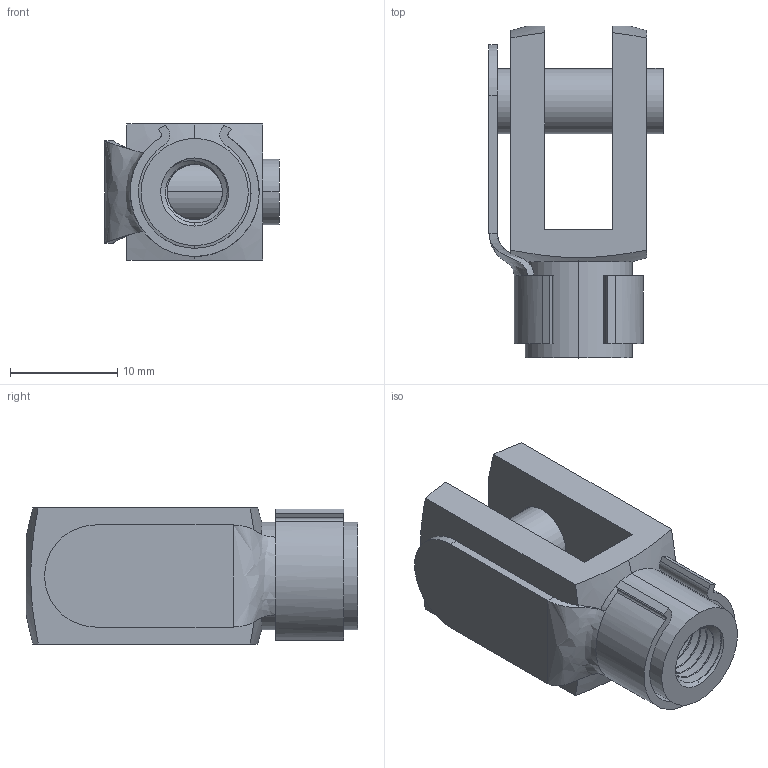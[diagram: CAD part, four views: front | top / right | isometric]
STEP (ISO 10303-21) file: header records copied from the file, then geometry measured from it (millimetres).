
FILE_DESCRIPTION (( 'STEP AP203' ), '1' );
FILE_NAME ('2447K13.STEP', '2014-10-03T14:12:18', ( 'Kyle' ), ( 'Microsoft' ), 'SwSTEP 2.0', 'SolidWorks 2014', '' );
FILE_SCHEMA (( 'CONFIG_CONTROL_DESIGN' ));
Length unit declared in the file: inch
Products named in the file (1): 2447K13
Bounding box: 16.26 x 30.99 x 12.7 mm (x, y, z)
Volume: 2904.2 mm3; surface area: 3414 mm2
Topology: 2 solids, 2 shells, 88 faces, 237 edges, 153 vertices
Faces by surface type: cylinder 46, plane 26, cone 9, bspline 7
Entity records: 5524 total; most frequent: CARTESIAN_POINT 3473, ORIENTED_EDGE 474, DIRECTION 342, EDGE_CURVE 237, VERTEX_POINT 153, AXIS2_PLACEMENT_3D 124, VECTOR 94, EDGE_LOOP 94
